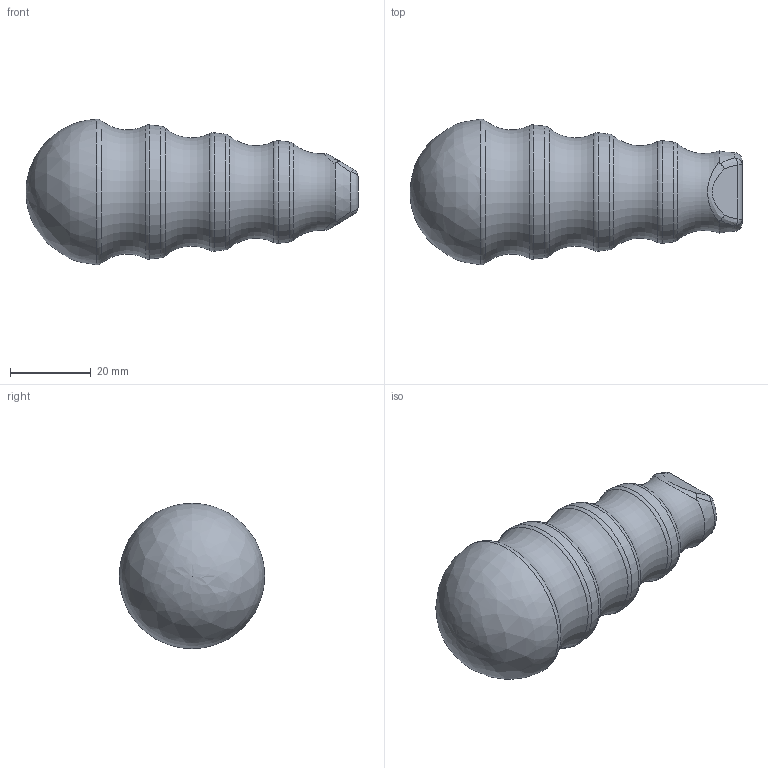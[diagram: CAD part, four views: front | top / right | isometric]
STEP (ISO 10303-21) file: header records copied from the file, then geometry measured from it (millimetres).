
FILE_DESCRIPTION(/* description */ ('RUKOJEŤ UPÍNKY '),/* implementation_level */ '2;1');
FILE_NAME(/* name */ '800 110-E1.stp',/* time_stamp */ '2023-12-18T09:23:22+01:00',/* author */ ('dusan.cotek'),/* organization */ (''),/* preprocessor_version */ 'ST-DEVELOPER v20',/* originating_system */ 'Autodesk Inventor 2024',/* authorisation */ '');
FILE_SCHEMA (('AUTOMOTIVE_DESIGN { 1 0 10303 214 3 1 1 }'));
Length unit declared in the file: millimetre
Products named in the file (1): 800 110-E1
Bounding box: 82 x 35.94 x 35.94 mm (x, y, z)
Volume: 43220.9 mm3; surface area: 9899.9 mm2
Topology: 1 solids, 1 shells, 39 faces, 91 edges, 54 vertices
Faces by surface type: torus 13, plane 8, bspline 7, cone 5, sphere 4, cylinder 2
Entity records: 1500 total; most frequent: CARTESIAN_POINT 595, DIRECTION 185, ORIENTED_EDGE 180, EDGE_CURVE 90, AXIS2_PLACEMENT_3D 83, VERTEX_POINT 54, CIRCLE 50, EDGE_LOOP 40
